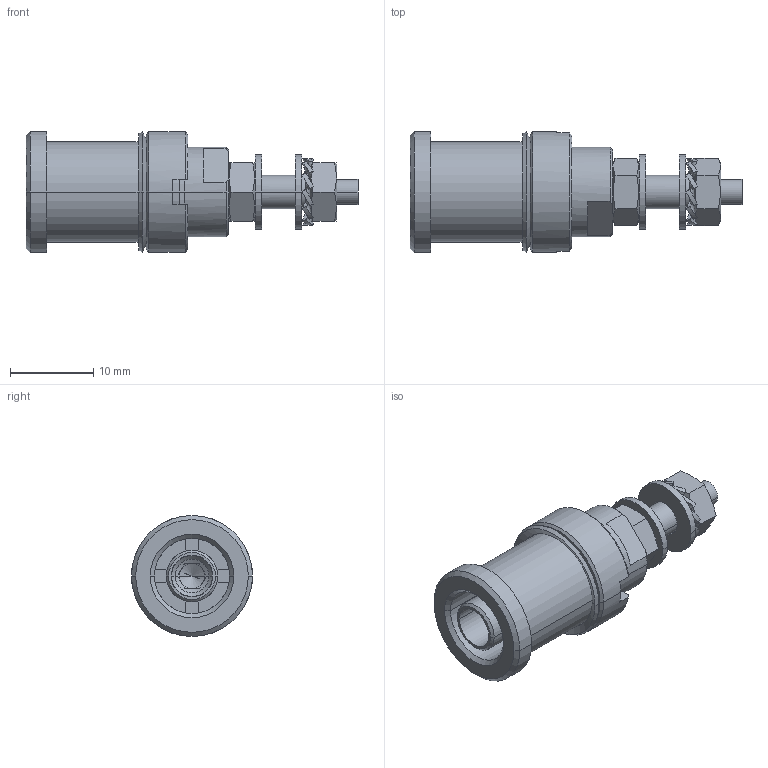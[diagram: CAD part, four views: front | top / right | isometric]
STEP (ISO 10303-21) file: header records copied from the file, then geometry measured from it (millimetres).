
FILE_DESCRIPTION((''),'2;1');
FILE_NAME('6446_SEB_ASM','2015-12-17T',('tosc'),(''),'PRO/ENGINEER BY PARAMETRIC TECHNOLOGY CORPORATION, 2015110','PRO/ENGINEER BY PARAMETRIC TECHNOLOGY CORPORATION, 2015110','');
FILE_SCHEMA(('CONFIG_CONTROL_DESIGN'));
Length unit declared in the file: millimetre
Products named in the file (1): 6446_SEB_ASM
Bounding box: 39.8 x 14.5 x 14.5 mm (x, y, z)
Surface area: 4747.3 mm2 (no closed solid volume)
Topology: 0 solids, 9 shells, 376 faces, 990 edges, 637 vertices
Faces by surface type: plane 190, cylinder 82, cone 52, bspline 48, torus 4
Entity records: 16834 total; most frequent: CARTESIAN_POINT 5681, ORIENTED_EDGE 1972, DIRECTION 1621, EDGE_CURVE 986, VERTEX_POINT 637, AXIS2_PLACEMENT_3D 546, VECTOR 529, LINE 529
